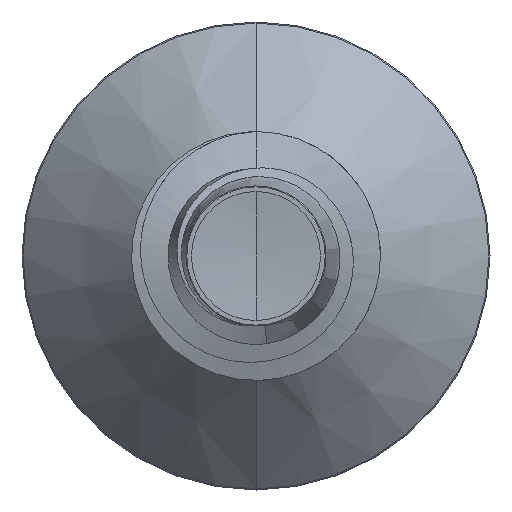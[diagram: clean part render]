
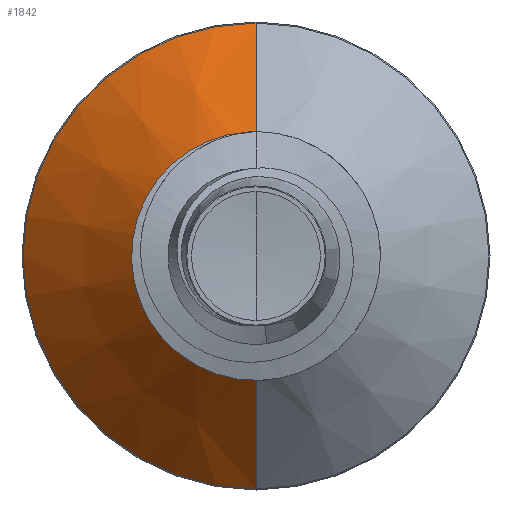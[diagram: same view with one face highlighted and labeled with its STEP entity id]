
A CAD part, front view. The second image highlights one B-rep face of the part: STEP entity #1842.
In plain terms, the highlighted conical face has half-angle 45 degrees and reference radius 1.189 mm.
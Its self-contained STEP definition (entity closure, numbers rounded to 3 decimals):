
#429 = ORIENTED_EDGE ( 'NONE', *, *, #9220, .T. ) ;
#1259 = CARTESIAN_POINT ( 'NONE',  ( 0., 3.439, 0. ) ) ;
#1330 = EDGE_CURVE ( 'NONE', #3200, #5835, #3882, .T. ) ;
#1674 = DIRECTION ( 'NONE',  ( 0., 1., 0. ) ) ;
#1828 = DIRECTION ( 'NONE',  ( 0., 0., 1. ) ) ;
#1842 = ADVANCED_FACE ( 'NONE', ( #8624 ), #8375, .T. ) ;
#2407 = CARTESIAN_POINT ( 'NONE',  ( 0., 3.439, -2.339 ) ) ;
#2467 = VECTOR ( 'NONE', #5168, 1000. ) ;
#2624 = ORIENTED_EDGE ( 'NONE', *, *, #5964, .F. ) ;
#2718 = DIRECTION ( 'NONE',  ( 0., 0., 1. ) ) ;
#2722 = DIRECTION ( 'NONE',  ( 0., 1., 0. ) ) ;
#2734 = CARTESIAN_POINT ( 'NONE',  ( 0., 2.289, 0. ) ) ;
#3200 = VERTEX_POINT ( 'NONE', #7871 ) ;
#3379 = CARTESIAN_POINT ( 'NONE',  ( 0., 2.289, 1.189 ) ) ;
#3388 = DIRECTION ( 'NONE',  ( 0., 0.707, 0.707 ) ) ;
#3726 = ORIENTED_EDGE ( 'NONE', *, *, #9727, .F. ) ;
#3882 = LINE ( 'NONE', #3379, #8033 ) ;
#4933 = AXIS2_PLACEMENT_3D ( 'NONE', #2734, #2722, #2718 ) ;
#5168 = DIRECTION ( 'NONE',  ( 0., 0.707, -0.707 ) ) ;
#5207 = CARTESIAN_POINT ( 'NONE',  ( 0., 2.289, -1.189 ) ) ;
#5259 = VERTEX_POINT ( 'NONE', #7003 ) ;
#5616 = CARTESIAN_POINT ( 'NONE',  ( 0., 3.439, 2.339 ) ) ;
#5806 = ORIENTED_EDGE ( 'NONE', *, *, #1330, .T. ) ;
#5835 = VERTEX_POINT ( 'NONE', #5616 ) ;
#5964 = EDGE_CURVE ( 'NONE', #5259, #8229, #8599, .T. ) ;
#6787 = CIRCLE ( 'NONE', #4933, 1.189 ) ;
#6909 = EDGE_LOOP ( 'NONE', ( #2624, #429, #5806, #3726 ) ) ;
#7003 = CARTESIAN_POINT ( 'NONE',  ( 0., 2.289, -1.189 ) ) ;
#7146 = CIRCLE ( 'NONE', #9264, 2.339 ) ;
#7215 = DIRECTION ( 'NONE',  ( 0., 1., 0. ) ) ;
#7232 = CARTESIAN_POINT ( 'NONE',  ( 0., 2.289, 0. ) ) ;
#7254 = DIRECTION ( 'NONE',  ( 0., 0., 1. ) ) ;
#7871 = CARTESIAN_POINT ( 'NONE',  ( 0., 2.289, 1.189 ) ) ;
#8033 = VECTOR ( 'NONE', #3388, 1000. ) ;
#8229 = VERTEX_POINT ( 'NONE', #2407 ) ;
#8375 = CONICAL_SURFACE ( 'NONE', #8998, 1.189, 0.785 ) ;
#8599 = LINE ( 'NONE', #5207, #2467 ) ;
#8624 = FACE_OUTER_BOUND ( 'NONE', #6909, .T. ) ;
#8998 = AXIS2_PLACEMENT_3D ( 'NONE', #7232, #7215, #7254 ) ;
#9220 = EDGE_CURVE ( 'NONE', #5259, #3200, #6787, .T. ) ;
#9264 = AXIS2_PLACEMENT_3D ( 'NONE', #1259, #1674, #1828 ) ;
#9727 = EDGE_CURVE ( 'NONE', #8229, #5835, #7146, .T. ) ;
